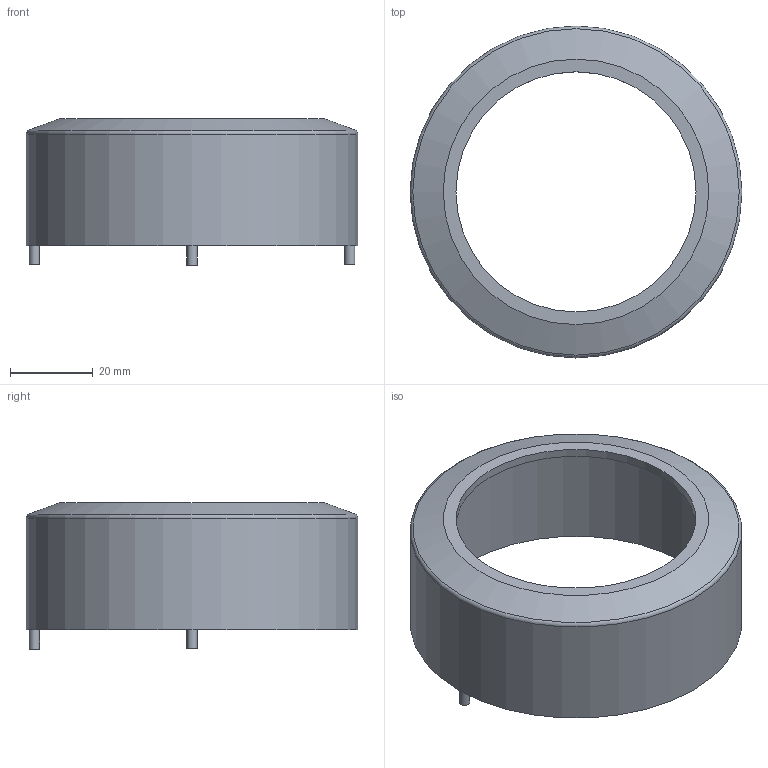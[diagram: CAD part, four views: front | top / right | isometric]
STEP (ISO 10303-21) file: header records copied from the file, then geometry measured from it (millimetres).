
FILE_DESCRIPTION(/* description */ (''),/* implementation_level */ '2;1');
FILE_NAME(/* name */ 'Upper Shell.step',/* time_stamp */ '2025-12-09T20:25:23-08:00',/* author */ (''),/* organization */ (''),/* preprocessor_version */ 'ST-DEVELOPER v20.1',/* originating_system */ 'Autodesk Translation Framework v14.21.0.0',/* authorisation */ '');
FILE_SCHEMA (('AUTOMOTIVE_DESIGN { 1 0 10303 214 3 1 1 }'));
Length unit declared in the file: millimetre
Products named in the file (1): Upper Shell
Bounding box: 80 x 80 x 35.3 mm (x, y, z)
Volume: 31196.2 mm3; surface area: 18267.2 mm2
Topology: 1 solids, 1 shells, 14 faces, 25 edges, 16 vertices
Faces by surface type: cylinder 6, plane 5, cone 2, torus 1
Full cylindrical faces by diameter (mm): 2.5 x3, 57.9 x1, 72 x1, 80 x1
Entity records: 394 total; most frequent: DIRECTION 72, CARTESIAN_POINT 56, ORIENTED_EDGE 50, AXIS2_PLACEMENT_3D 32, EDGE_CURVE 25, EDGE_LOOP 19, CIRCLE 17, VERTEX_POINT 16
